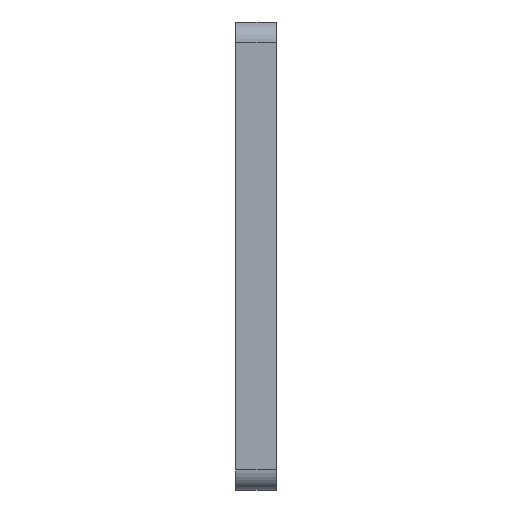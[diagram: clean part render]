
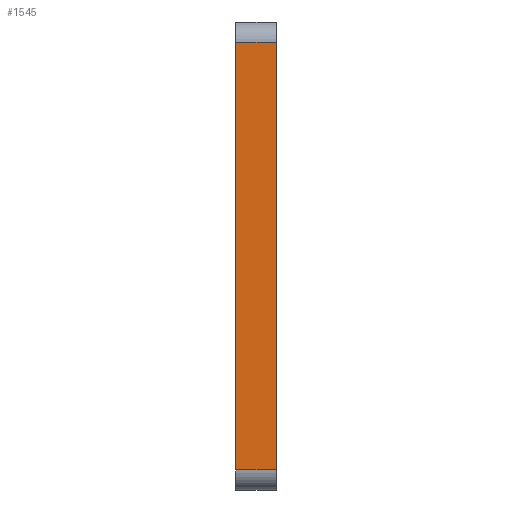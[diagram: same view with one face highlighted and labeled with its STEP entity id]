
A CAD part, left-side view. The second image highlights one B-rep face of the part: STEP entity #1545.
In plain terms, the highlighted planar face has unit normal (-1, 0, 0).
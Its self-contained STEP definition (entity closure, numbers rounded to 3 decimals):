
#19 = LINE ( 'NONE', #629, #723 ) ;
#55 = VERTEX_POINT ( 'NONE', #735 ) ;
#61 = FACE_OUTER_BOUND ( 'NONE', #478, .T. ) ;
#266 = CARTESIAN_POINT ( 'NONE',  ( -18.8, -3., -47.7 ) ) ;
#279 = DIRECTION ( 'NONE',  ( 0., 0., -1. ) ) ;
#298 = CARTESIAN_POINT ( 'NONE',  ( -18.8, 3., 16.3 ) ) ;
#308 = CARTESIAN_POINT ( 'NONE',  ( -18.8, 3., -47.7 ) ) ;
#362 = AXIS2_PLACEMENT_3D ( 'NONE', #1710, #1701, #1689 ) ;
#405 = VECTOR ( 'NONE', #642, 1000. ) ;
#478 = EDGE_LOOP ( 'NONE', ( #649, #689, #489, #726 ) ) ;
#489 = ORIENTED_EDGE ( 'NONE', *, *, #1377, .F. ) ;
#561 = CARTESIAN_POINT ( 'NONE',  ( -18.8, 3., -47.7 ) ) ;
#608 = DIRECTION ( 'NONE',  ( 0., -1., 0. ) ) ;
#629 = CARTESIAN_POINT ( 'NONE',  ( -18.8, -3., -47.7 ) ) ;
#636 = DIRECTION ( 'NONE',  ( 0., 0., 1. ) ) ;
#640 = CARTESIAN_POINT ( 'NONE',  ( -18.8, -3., 0. ) ) ;
#642 = DIRECTION ( 'NONE',  ( 0., -1., 0. ) ) ;
#645 = CARTESIAN_POINT ( 'NONE',  ( -18.8, -3., 16.3 ) ) ;
#649 = ORIENTED_EDGE ( 'NONE', *, *, #1385, .T. ) ;
#689 = ORIENTED_EDGE ( 'NONE', *, *, #1381, .T. ) ;
#723 = VECTOR ( 'NONE', #608, 1000. ) ;
#726 = ORIENTED_EDGE ( 'NONE', *, *, #1212, .T. ) ;
#735 = CARTESIAN_POINT ( 'NONE',  ( -18.8, -3., 16.3 ) ) ;
#763 = LINE ( 'NONE', #640, #1445 ) ;
#812 = VECTOR ( 'NONE', #279, 1000. ) ;
#1100 = VERTEX_POINT ( 'NONE', #561 ) ;
#1172 = LINE ( 'NONE', #308, #812 ) ;
#1210 = VERTEX_POINT ( 'NONE', #298 ) ;
#1212 = EDGE_CURVE ( 'NONE', #1210, #1100, #1172, .T. ) ;
#1377 = EDGE_CURVE ( 'NONE', #1210, #55, #1483, .T. ) ;
#1381 = EDGE_CURVE ( 'NONE', #1472, #55, #763, .T. ) ;
#1385 = EDGE_CURVE ( 'NONE', #1100, #1472, #19, .T. ) ;
#1445 = VECTOR ( 'NONE', #636, 1000. ) ;
#1472 = VERTEX_POINT ( 'NONE', #266 ) ;
#1483 = LINE ( 'NONE', #645, #405 ) ;
#1545 = ADVANCED_FACE ( 'NONE', ( #61 ), #1681, .T. ) ;
#1681 = PLANE ( 'NONE',  #362 ) ;
#1689 = DIRECTION ( 'NONE',  ( 0., 0., 1. ) ) ;
#1701 = DIRECTION ( 'NONE',  ( -1., 0., 0. ) ) ;
#1710 = CARTESIAN_POINT ( 'NONE',  ( -18.8, -3., -47.7 ) ) ;
